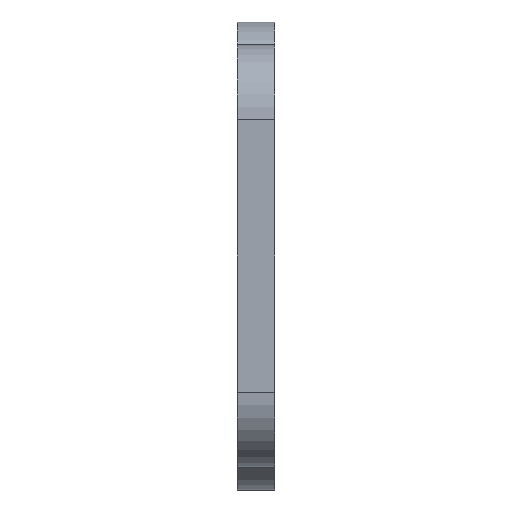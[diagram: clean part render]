
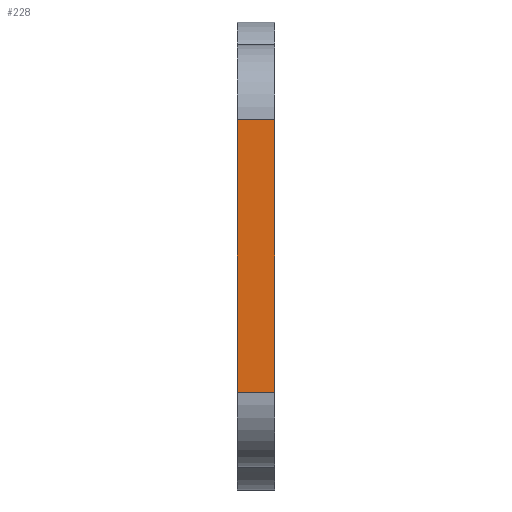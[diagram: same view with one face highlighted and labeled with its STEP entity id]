
A CAD part, left-side view. The second image highlights one B-rep face of the part: STEP entity #228.
In plain terms, the highlighted planar face has unit normal (-1, 0, 0).
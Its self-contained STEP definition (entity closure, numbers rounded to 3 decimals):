
#20 = LINE ( 'NONE', #1315, #1675 ) ;
#58 = VERTEX_POINT ( 'NONE', #517 ) ;
#95 = ORIENTED_EDGE ( 'NONE', *, *, #867, .F. ) ;
#132 = VECTOR ( 'NONE', #734, 1000. ) ;
#228 = ADVANCED_FACE ( 'NONE', ( #1995 ), #727, .F. ) ;
#272 = LINE ( 'NONE', #1240, #132 ) ;
#517 = CARTESIAN_POINT ( 'NONE',  ( 0., 2., -7.287 ) ) ;
#584 = EDGE_CURVE ( 'NONE', #2058, #1942, #272, .T. ) ;
#638 = CARTESIAN_POINT ( 'NONE',  ( 0., 2., -7.287 ) ) ;
#722 = CARTESIAN_POINT ( 'NONE',  ( 0., 2., 7.287 ) ) ;
#727 = PLANE ( 'NONE',  #1728 ) ;
#734 = DIRECTION ( 'NONE',  ( 0., 0., 1. ) ) ;
#746 = VECTOR ( 'NONE', #1689, 1000. ) ;
#832 = VERTEX_POINT ( 'NONE', #1960 ) ;
#857 = DIRECTION ( 'NONE',  ( 0., 0., -1. ) ) ;
#867 = EDGE_CURVE ( 'NONE', #58, #832, #20, .T. ) ;
#874 = ORIENTED_EDGE ( 'NONE', *, *, #1796, .T. ) ;
#887 = VECTOR ( 'NONE', #1918, 1000. ) ;
#999 = DIRECTION ( 'NONE',  ( 0., 0., 1. ) ) ;
#1039 = CARTESIAN_POINT ( 'NONE',  ( 0., 2., 0. ) ) ;
#1240 = CARTESIAN_POINT ( 'NONE',  ( 0., 0., 0. ) ) ;
#1247 = EDGE_LOOP ( 'NONE', ( #95, #1747, #1533, #874 ) ) ;
#1315 = CARTESIAN_POINT ( 'NONE',  ( 0., 2., 0. ) ) ;
#1522 = EDGE_CURVE ( 'NONE', #58, #2058, #2038, .T. ) ;
#1533 = ORIENTED_EDGE ( 'NONE', *, *, #584, .T. ) ;
#1537 = DIRECTION ( 'NONE',  ( 1., 0., 0. ) ) ;
#1675 = VECTOR ( 'NONE', #999, 1000. ) ;
#1689 = DIRECTION ( 'NONE',  ( 0., 1., 0. ) ) ;
#1728 = AXIS2_PLACEMENT_3D ( 'NONE', #1039, #1537, #857 ) ;
#1747 = ORIENTED_EDGE ( 'NONE', *, *, #1522, .T. ) ;
#1796 = EDGE_CURVE ( 'NONE', #1942, #832, #1834, .T. ) ;
#1834 = LINE ( 'NONE', #722, #746 ) ;
#1918 = DIRECTION ( 'NONE',  ( 0., -1., 0. ) ) ;
#1942 = VERTEX_POINT ( 'NONE', #2066 ) ;
#1954 = CARTESIAN_POINT ( 'NONE',  ( 0., 0., -7.287 ) ) ;
#1960 = CARTESIAN_POINT ( 'NONE',  ( 0., 2., 7.287 ) ) ;
#1995 = FACE_OUTER_BOUND ( 'NONE', #1247, .T. ) ;
#2038 = LINE ( 'NONE', #638, #887 ) ;
#2058 = VERTEX_POINT ( 'NONE', #1954 ) ;
#2066 = CARTESIAN_POINT ( 'NONE',  ( 0., 0., 7.287 ) ) ;
